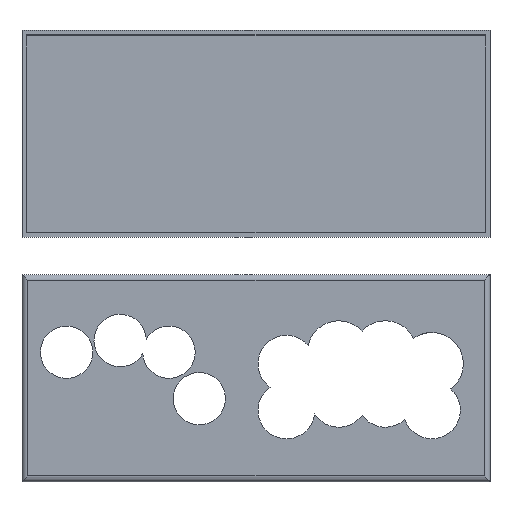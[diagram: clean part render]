
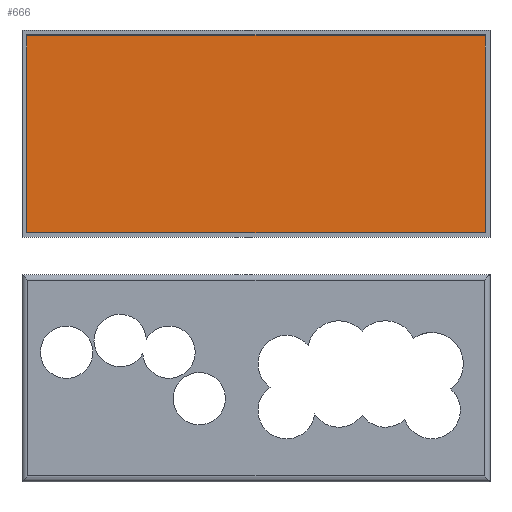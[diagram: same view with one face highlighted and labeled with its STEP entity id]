
A CAD part, top view. The second image highlights one B-rep face of the part: STEP entity #666.
In plain terms, the highlighted planar face has unit normal (0, 0, 1).
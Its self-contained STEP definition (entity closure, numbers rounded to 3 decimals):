
#92=FACE_OUTER_BOUND('',#130,.T.);
#130=EDGE_LOOP('',(#485,#486,#487,#488));
#186=LINE('',#981,#246);
#189=LINE('',#987,#249);
#191=LINE('',#990,#251);
#192=LINE('',#992,#252);
#246=VECTOR('',#790,10.);
#249=VECTOR('',#795,10.);
#251=VECTOR('',#799,10.);
#252=VECTOR('',#802,10.);
#301=VERTEX_POINT('',#978);
#302=VERTEX_POINT('',#980);
#303=VERTEX_POINT('',#984);
#304=VERTEX_POINT('',#986);
#370=EDGE_CURVE('',#301,#302,#186,.T.);
#373=EDGE_CURVE('',#303,#304,#189,.T.);
#375=EDGE_CURVE('',#302,#303,#191,.T.);
#376=EDGE_CURVE('',#304,#301,#192,.T.);
#485=ORIENTED_EDGE('',*,*,#370,.F.);
#486=ORIENTED_EDGE('',*,*,#376,.F.);
#487=ORIENTED_EDGE('',*,*,#373,.F.);
#488=ORIENTED_EDGE('',*,*,#375,.F.);
#649=PLANE('',#706);
#666=ADVANCED_FACE('',(#92),#649,.F.);
#706=AXIS2_PLACEMENT_3D('',#991,#800,#801);
#790=DIRECTION('',(1.,0.,0.));
#795=DIRECTION('',(-1.,0.,0.));
#799=DIRECTION('',(0.,-1.,0.));
#800=DIRECTION('center_axis',(0.,0.,-1.));
#801=DIRECTION('ref_axis',(-1.,0.,0.));
#802=DIRECTION('',(0.,1.,0.));
#978=CARTESIAN_POINT('',(23.125,-17.015,0.));
#980=CARTESIAN_POINT('',(220.287,-17.015,0.));
#981=CARTESIAN_POINT('',(171.997,-17.015,0.));
#984=CARTESIAN_POINT('',(220.287,-102.012,0.));
#986=CARTESIAN_POINT('',(23.125,-102.012,0.));
#987=CARTESIAN_POINT('',(71.416,-102.012,0.));
#990=CARTESIAN_POINT('',(220.287,-81.762,0.));
#991=CARTESIAN_POINT('Origin',(121.706,-59.513,0.));
#992=CARTESIAN_POINT('',(23.125,-37.264,0.));
